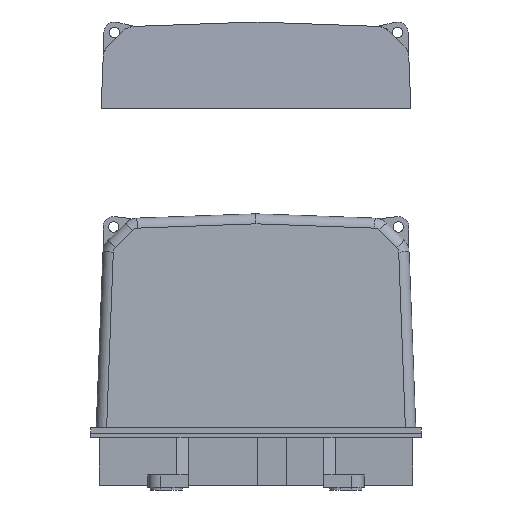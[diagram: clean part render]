
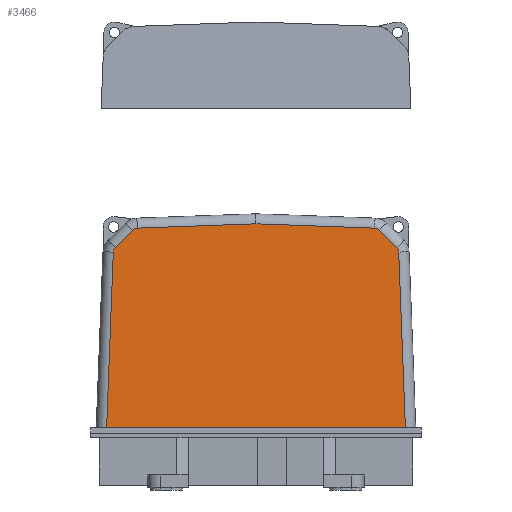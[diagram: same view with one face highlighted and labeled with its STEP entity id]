
A CAD part, front view. The second image highlights one B-rep face of the part: STEP entity #3466.
In plain terms, the highlighted planar face has unit normal (0, -0.999, 0.038).
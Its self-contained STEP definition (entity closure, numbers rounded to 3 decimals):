
#43=(
BOUNDED_CURVE()
B_SPLINE_CURVE(4,(#11490,#11491,#11492,#11493,#11494),.UNSPECIFIED.,.U.,
 .U.)
B_SPLINE_CURVE_WITH_KNOTS((5,5),(2.037,2.586),
 .UNSPECIFIED.)
CURVE()
GEOMETRIC_REPRESENTATION_ITEM()
RATIONAL_B_SPLINE_CURVE((89.324,65.295,50.142,
40.179,33.824))
REPRESENTATION_ITEM('')
);
#45=(
BOUNDED_CURVE()
B_SPLINE_CURVE(4,(#11502,#11503,#11504,#11505,#11506),.UNSPECIFIED.,.U.,
 .U.)
B_SPLINE_CURVE_WITH_KNOTS((5,5),(2.586,2.982),
 .UNSPECIFIED.)
CURVE()
GEOMETRIC_REPRESENTATION_ITEM()
RATIONAL_B_SPLINE_CURVE((33.824,29.245,26.539,
25.113,24.941))
REPRESENTATION_ITEM('')
);
#46=(
BOUNDED_CURVE()
B_SPLINE_CURVE(4,(#11512,#11513,#11514,#11515,#11516),.UNSPECIFIED.,.U.,
 .U.)
B_SPLINE_CURVE_WITH_KNOTS((5,5),(0.586,0.982),
 .UNSPECIFIED.)
CURVE()
GEOMETRIC_REPRESENTATION_ITEM()
RATIONAL_B_SPLINE_CURVE((33.824,29.245,26.539,
25.113,24.941))
REPRESENTATION_ITEM('')
);
#47=(
BOUNDED_CURVE()
B_SPLINE_CURVE(4,(#11520,#11521,#11522,#11523,#11524),.UNSPECIFIED.,.U.,
 .U.)
B_SPLINE_CURVE_WITH_KNOTS((5,5),(0.037,0.586),
 .UNSPECIFIED.)
CURVE()
GEOMETRIC_REPRESENTATION_ITEM()
RATIONAL_B_SPLINE_CURVE((89.324,65.295,50.142,
40.179,33.824))
REPRESENTATION_ITEM('')
);
#1074=ORIENTED_EDGE('',*,*,#2146,.T.);
#1075=ORIENTED_EDGE('',*,*,#2183,.T.);
#1076=ORIENTED_EDGE('',*,*,#2184,.T.);
#1077=ORIENTED_EDGE('',*,*,#2186,.T.);
#1078=ORIENTED_EDGE('',*,*,#2187,.T.);
#1079=ORIENTED_EDGE('',*,*,#2188,.T.);
#1080=ORIENTED_EDGE('',*,*,#2189,.F.);
#1081=ORIENTED_EDGE('',*,*,#2190,.F.);
#1082=ORIENTED_EDGE('',*,*,#2191,.F.);
#1083=ORIENTED_EDGE('',*,*,#2192,.F.);
#1084=ORIENTED_EDGE('',*,*,#2193,.F.);
#1656=VERTEX_POINT('',#11383);
#1657=VERTEX_POINT('',#11385);
#1678=VERTEX_POINT('',#11457);
#1679=VERTEX_POINT('',#11489);
#1680=VERTEX_POINT('',#11499);
#1681=VERTEX_POINT('',#11501);
#1682=VERTEX_POINT('',#11507);
#1683=VERTEX_POINT('',#11509);
#1684=VERTEX_POINT('',#11511);
#1685=VERTEX_POINT('',#11517);
#1686=VERTEX_POINT('',#11519);
#2146=EDGE_CURVE('',#1657,#1656,#12355,.T.);
#2183=EDGE_CURVE('',#1656,#1678,#12388,.T.);
#2184=EDGE_CURVE('',#1678,#1679,#43,.T.);
#2186=EDGE_CURVE('',#1679,#1680,#12389,.T.);
#2187=EDGE_CURVE('',#1680,#1681,#45,.T.);
#2188=EDGE_CURVE('',#1681,#1682,#12390,.T.);
#2189=EDGE_CURVE('',#1683,#1682,#12391,.T.);
#2190=EDGE_CURVE('',#1684,#1683,#46,.T.);
#2191=EDGE_CURVE('',#1685,#1684,#12392,.T.);
#2192=EDGE_CURVE('',#1686,#1685,#47,.T.);
#2193=EDGE_CURVE('',#1657,#1686,#12393,.T.);
#2508=EDGE_LOOP('',(#1074,#1075,#1076,#1077,#1078,#1079,#1080,#1081,#1082,
#1083,#1084));
#2760=FACE_BOUND('',#2508,.T.);
#3053=AXIS2_PLACEMENT_3D('',#11498,#9819,#9820);
#3280=PLANE('',#3053);
#3466=ADVANCED_FACE('',(#2760),#3280,.T.);
#9749=DIRECTION('',(517.026,0.,0.));
#9818=DIRECTION('',(-11.494,11.494,303.759));
#9819=DIRECTION('',(0.,-0.999,0.038));
#9820=DIRECTION('',(-0.999,0.,0.));
#9821=DIRECTION('',(-29.996,1.133,29.946));
#9822=DIRECTION('',(-205.465,0.281,7.426));
#9823=DIRECTION('',(205.465,0.281,7.426));
#9824=DIRECTION('',(29.996,1.133,29.946));
#9825=DIRECTION('',(11.494,11.494,303.759));
#10428=VECTOR('',#9749,1.);
#10461=VECTOR('',#9818,1.);
#10462=VECTOR('',#9821,1.);
#10463=VECTOR('',#9822,1.);
#10464=VECTOR('',#9823,1.);
#10465=VECTOR('',#9824,1.);
#10466=VECTOR('',#9825,1.);
#11383=CARTESIAN_POINT('',(544.513,8.,10.));
#11385=CARTESIAN_POINT('',(27.487,8.,10.));
#11386=CARTESIAN_POINT('',(27.487,8.,10.));
#11457=CARTESIAN_POINT('',(533.019,19.494,313.759));
#11461=CARTESIAN_POINT('',(544.513,8.,10.));
#11489=CARTESIAN_POINT('',(529.506,19.798,321.798));
#11490=CARTESIAN_POINT('',(533.019,19.494,313.759));
#11491=CARTESIAN_POINT('',(532.931,19.582,316.096));
#11492=CARTESIAN_POINT('',(532.272,19.662,318.198));
#11493=CARTESIAN_POINT('',(531.182,19.734,320.125));
#11494=CARTESIAN_POINT('',(529.506,19.798,321.798));
#11498=CARTESIAN_POINT('',(548.5,22.,380.));
#11499=CARTESIAN_POINT('',(499.51,20.931,351.743));
#11500=CARTESIAN_POINT('',(529.506,19.798,321.798));
#11501=CARTESIAN_POINT('',(491.465,21.063,355.243));
#11502=CARTESIAN_POINT('',(499.51,20.931,351.743));
#11503=CARTESIAN_POINT('',(497.85,20.994,353.4));
#11504=CARTESIAN_POINT('',(495.932,21.035,354.493));
#11505=CARTESIAN_POINT('',(493.82,21.06,355.158));
#11506=CARTESIAN_POINT('',(491.465,21.063,355.243));
#11507=CARTESIAN_POINT('',(286.,21.344,362.669));
#11508=CARTESIAN_POINT('',(491.465,21.063,355.243));
#11509=CARTESIAN_POINT('',(80.535,21.063,355.243));
#11510=CARTESIAN_POINT('',(80.535,21.063,355.243));
#11511=CARTESIAN_POINT('',(72.49,20.931,351.743));
#11512=CARTESIAN_POINT('',(72.49,20.931,351.743));
#11513=CARTESIAN_POINT('',(74.15,20.994,353.4));
#11514=CARTESIAN_POINT('',(76.068,21.035,354.493));
#11515=CARTESIAN_POINT('',(78.18,21.06,355.158));
#11516=CARTESIAN_POINT('',(80.535,21.063,355.243));
#11517=CARTESIAN_POINT('',(42.494,19.798,321.798));
#11518=CARTESIAN_POINT('',(42.494,19.798,321.798));
#11519=CARTESIAN_POINT('',(38.981,19.494,313.759));
#11520=CARTESIAN_POINT('',(38.981,19.494,313.759));
#11521=CARTESIAN_POINT('',(39.069,19.582,316.096));
#11522=CARTESIAN_POINT('',(39.728,19.662,318.198));
#11523=CARTESIAN_POINT('',(40.818,19.734,320.125));
#11524=CARTESIAN_POINT('',(42.494,19.798,321.798));
#11525=CARTESIAN_POINT('',(27.487,8.,10.));
#12355=LINE('',#11386,#10428);
#12388=LINE('',#11461,#10461);
#12389=LINE('',#11500,#10462);
#12390=LINE('',#11508,#10463);
#12391=LINE('',#11510,#10464);
#12392=LINE('',#11518,#10465);
#12393=LINE('',#11525,#10466);
